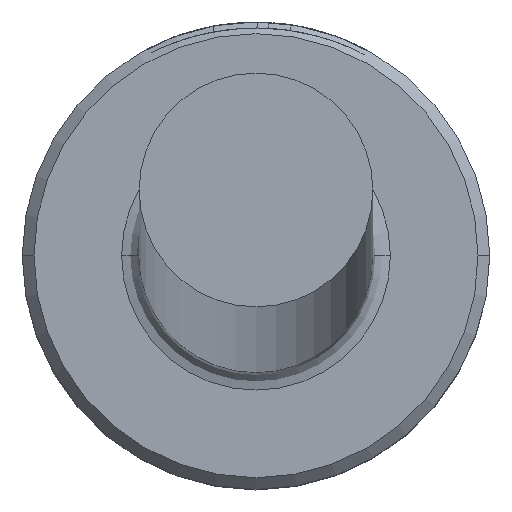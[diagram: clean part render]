
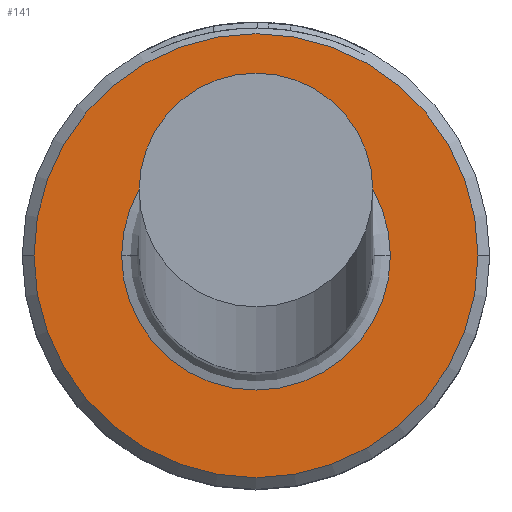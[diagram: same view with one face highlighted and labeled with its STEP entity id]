
A CAD part, top view. The second image highlights one B-rep face of the part: STEP entity #141.
In plain terms, the highlighted planar face has unit normal (0, 0, 1).
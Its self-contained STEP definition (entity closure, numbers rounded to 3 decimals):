
#18 = CIRCLE ( 'NONE', #252, 3.8 ) ;
#23 = CIRCLE ( 'NONE', #1096, 3.8 ) ;
#70 = DIRECTION ( 'NONE',  ( 1., 0., 0. ) ) ;
#78 = CARTESIAN_POINT ( 'NONE',  ( -3.8, 0., 6. ) ) ;
#109 = CIRCLE ( 'NONE', #490, 2.3 ) ;
#141 = ADVANCED_FACE ( 'NONE', ( #149, #180 ), #1084, .T. ) ;
#149 = FACE_OUTER_BOUND ( 'NONE', #428, .T. ) ;
#175 = DIRECTION ( 'NONE',  ( -1., 0., 0. ) ) ;
#180 = FACE_BOUND ( 'NONE', #348, .T. ) ;
#239 = AXIS2_PLACEMENT_3D ( 'NONE', #1003, #997, #994 ) ;
#249 = EDGE_CURVE ( 'NONE', #860, #885, #109, .T. ) ;
#252 = AXIS2_PLACEMENT_3D ( 'NONE', #659, #929, #405 ) ;
#348 = EDGE_LOOP ( 'NONE', ( #1079, #611 ) ) ;
#405 = DIRECTION ( 'NONE',  ( 1., 0., 0. ) ) ;
#428 = EDGE_LOOP ( 'NONE', ( #539, #708 ) ) ;
#490 = AXIS2_PLACEMENT_3D ( 'NONE', #826, #735, #647 ) ;
#539 = ORIENTED_EDGE ( 'NONE', *, *, #747, .T. ) ;
#601 = EDGE_CURVE ( 'NONE', #626, #661, #23, .T. ) ;
#611 = ORIENTED_EDGE ( 'NONE', *, *, #249, .T. ) ;
#621 = DIRECTION ( 'NONE',  ( 0., 0., 1. ) ) ;
#626 = VERTEX_POINT ( 'NONE', #1048 ) ;
#633 = CARTESIAN_POINT ( 'NONE',  ( 2.3, 0., 6. ) ) ;
#647 = DIRECTION ( 'NONE',  ( -1., 0., 0. ) ) ;
#659 = CARTESIAN_POINT ( 'NONE',  ( 0., 0., 6. ) ) ;
#661 = VERTEX_POINT ( 'NONE', #78 ) ;
#666 = CIRCLE ( 'NONE', #1045, 2.3 ) ;
#708 = ORIENTED_EDGE ( 'NONE', *, *, #601, .T. ) ;
#723 = DIRECTION ( 'NONE',  ( 0., 0., -1. ) ) ;
#728 = CARTESIAN_POINT ( 'NONE',  ( -2.3, 0., 6. ) ) ;
#735 = DIRECTION ( 'NONE',  ( 0., 0., -1. ) ) ;
#747 = EDGE_CURVE ( 'NONE', #661, #626, #18, .T. ) ;
#826 = CARTESIAN_POINT ( 'NONE',  ( 0., 0., 6. ) ) ;
#860 = VERTEX_POINT ( 'NONE', #633 ) ;
#867 = EDGE_CURVE ( 'NONE', #885, #860, #666, .T. ) ;
#885 = VERTEX_POINT ( 'NONE', #728 ) ;
#929 = DIRECTION ( 'NONE',  ( 0., 0., 1. ) ) ;
#978 = CARTESIAN_POINT ( 'NONE',  ( 0., 0., 6. ) ) ;
#994 = DIRECTION ( 'NONE',  ( 1., 0., 0. ) ) ;
#997 = DIRECTION ( 'NONE',  ( 0., 0., 1. ) ) ;
#1003 = CARTESIAN_POINT ( 'NONE',  ( 0., 0., 6. ) ) ;
#1045 = AXIS2_PLACEMENT_3D ( 'NONE', #978, #723, #175 ) ;
#1048 = CARTESIAN_POINT ( 'NONE',  ( 3.8, 0., 6. ) ) ;
#1079 = ORIENTED_EDGE ( 'NONE', *, *, #867, .T. ) ;
#1084 = PLANE ( 'NONE',  #239 ) ;
#1096 = AXIS2_PLACEMENT_3D ( 'NONE', #1129, #621, #70 ) ;
#1129 = CARTESIAN_POINT ( 'NONE',  ( 0., 0., 6. ) ) ;
